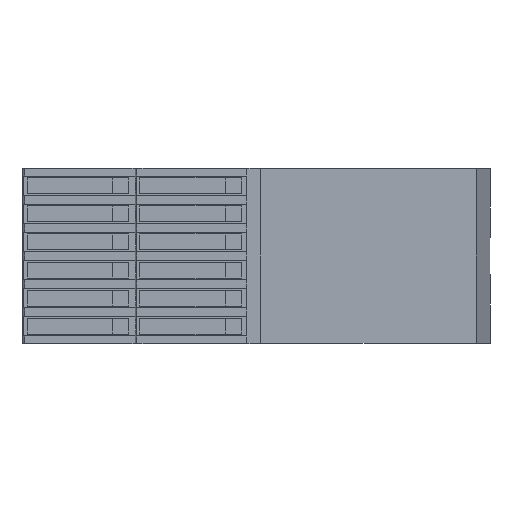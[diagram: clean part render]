
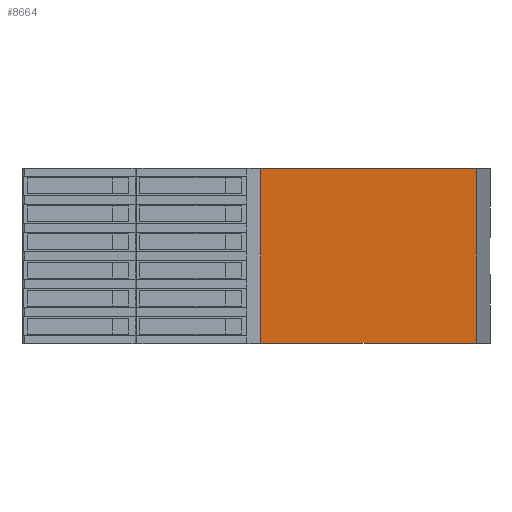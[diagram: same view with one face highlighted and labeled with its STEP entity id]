
A CAD part, left-side view. The second image highlights one B-rep face of the part: STEP entity #8664.
In plain terms, the highlighted planar face has unit normal (-1, 0, 0).
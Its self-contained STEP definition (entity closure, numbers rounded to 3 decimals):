
#8662 = EDGE_CURVE ( 'NONE', #38791, #38924, #40075, .T. ) ;
#8664 = ADVANCED_FACE ( 'NONE', ( #40071 ), #40070, .T. ) ;
#8665 = EDGE_LOOP ( 'NONE', ( #8666, #8667, #8668, #8670 ) ) ;
#8666 = ORIENTED_EDGE ( 'NONE', *, *, #8662, .T. ) ;
#8667 = ORIENTED_EDGE ( 'NONE', *, *, #38952, .F. ) ;
#8668 = ORIENTED_EDGE ( 'NONE', *, *, #8669, .F. ) ;
#8669 = EDGE_CURVE ( 'NONE', #38794, #38950, #40118, .T. ) ;
#8670 = ORIENTED_EDGE ( 'NONE', *, *, #38793, .F. ) ;
#32204 = CARTESIAN_POINT ( 'NONE',  ( -56.499, 73.044, -45.3 ) ) ;
#32205 = LINE ( 'NONE', #32204, #32345 ) ;
#32208 = CARTESIAN_POINT ( 'NONE',  ( -56.499, -43.791, -45.3 ) ) ;
#32342 = CARTESIAN_POINT ( 'NONE',  ( -56.499, 11.509, -45.3 ) ) ;
#32344 = DIRECTION ( 'NONE',  ( 0., 1., 0. ) ) ;
#32345 = VECTOR ( 'NONE', #32344, 1000. ) ;
#32831 = CARTESIAN_POINT ( 'NONE',  ( -56.499, -43.791, -0.5 ) ) ;
#32863 = DIRECTION ( 'NONE',  ( 0., -1., 0. ) ) ;
#32864 = VECTOR ( 'NONE', #32863, 1000. ) ;
#32866 = CARTESIAN_POINT ( 'NONE',  ( -56.499, -43.791, -0.5 ) ) ;
#32867 = LINE ( 'NONE', #32866, #32864 ) ;
#32873 = CARTESIAN_POINT ( 'NONE',  ( -56.499, 11.509, -0.5 ) ) ;
#38791 = VERTEX_POINT ( 'NONE', #32208 ) ;
#38793 = EDGE_CURVE ( 'NONE', #38791, #38794, #32205, .T. ) ;
#38794 = VERTEX_POINT ( 'NONE', #32342 ) ;
#38924 = VERTEX_POINT ( 'NONE', #32831 ) ;
#38950 = VERTEX_POINT ( 'NONE', #32873 ) ;
#38952 = EDGE_CURVE ( 'NONE', #38950, #38924, #32867, .T. ) ;
#40067 = DIRECTION ( 'NONE',  ( -1., 0., 0. ) ) ;
#40068 = CARTESIAN_POINT ( 'NONE',  ( -56.499, -43.791, -45.4 ) ) ;
#40069 = AXIS2_PLACEMENT_3D ( 'NONE', #40068, #40067, #40119 ) ;
#40070 = PLANE ( 'NONE',  #40069 ) ;
#40071 = FACE_OUTER_BOUND ( 'NONE', #8665, .T. ) ;
#40072 = DIRECTION ( 'NONE',  ( 0., 0., 1. ) ) ;
#40073 = VECTOR ( 'NONE', #40072, 1000. ) ;
#40074 = CARTESIAN_POINT ( 'NONE',  ( -56.499, -43.791, -45.4 ) ) ;
#40075 = LINE ( 'NONE', #40074, #40073 ) ;
#40115 = DIRECTION ( 'NONE',  ( 0., 0., 1. ) ) ;
#40116 = VECTOR ( 'NONE', #40115, 1000. ) ;
#40117 = CARTESIAN_POINT ( 'NONE',  ( -56.499, 11.509, -45.4 ) ) ;
#40118 = LINE ( 'NONE', #40117, #40116 ) ;
#40119 = DIRECTION ( 'NONE',  ( 0., -1., 0. ) ) ;
